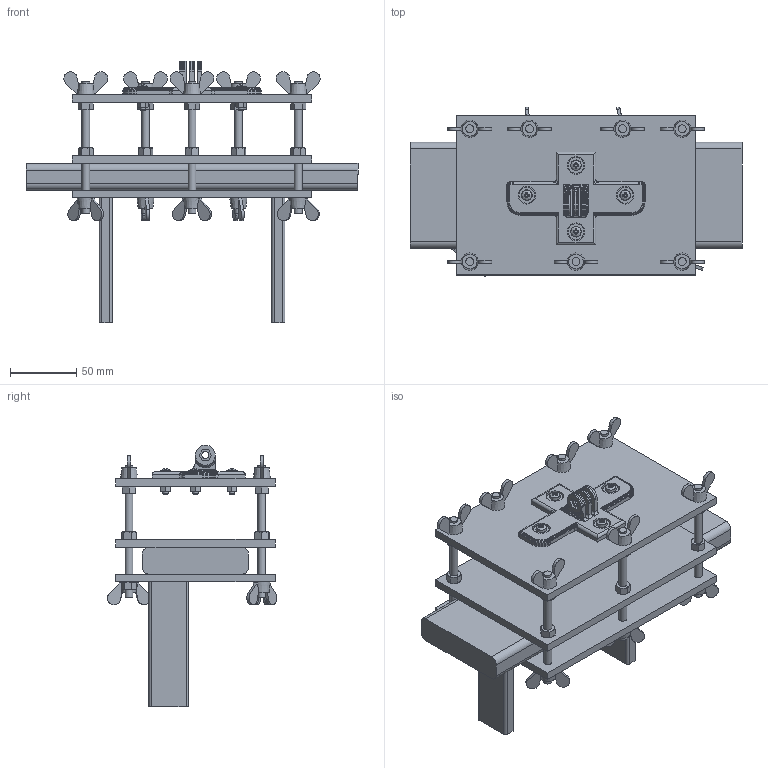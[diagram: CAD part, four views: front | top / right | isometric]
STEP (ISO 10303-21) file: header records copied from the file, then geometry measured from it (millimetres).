
FILE_DESCRIPTION(/* description */ (''),/* implementation_level */ '2;1');
FILE_NAME(/* name */ 'assembly.stp',/* time_stamp */ '2019-07-07T21:59:26+02:00',/* author */ ('ZEUSLAP'),/* organization */ (''),/* preprocessor_version */ 'ST-DEVELOPER v16.13',/* originating_system */ 'Autodesk Inventor 2018',/* authorisation */ '');
FILE_SCHEMA (('AUTOMOTIVE_DESIGN { 1 0 10303 214 3 1 1 }'));
Length unit declared in the file: millimetre
Products named in the file (12): assembly; railing_fragment; top; bottom; Threaded rods GB/T 15389-1994 M6 x 1000; action_cam_connector; top_1; ANSI B18.2.4.2M - M6 x 1; DIN 315 - M6; ISO 7093 A - ST 4 - 140 HV; DIN 7985 (H) - M4x16-H; ANSI B18.2.4.2M - M4 x 0.7
Assembly tree (52 placements, depth 2):
  assembly
    railing_fragment
    top
    bottom
    Threaded rods GB/T 15389-1994 M6 x 1000  x7
    ANSI B18.2.4.2M - M6 x 1  x16
    DIN 315 - M6  x12
    action_cam_connector
    top_1
    ISO 7093 A - ST 4 - 140 HV  x4
    DIN 7985 (H) - M4x16-H  x4
    ANSI B18.2.4.2M - M4 x 0.7  x4
Bounding box: 250 x 127.86 x 197 mm (x, y, z)
Volume: 895860.5 mm3; surface area: 256375.8 mm2
Topology: 52 solids, 52 shells, 1991 faces, 4323 edges, 2444 vertices
Faces by surface type: plane 1409, cone 376, cylinder 154, bspline 38, torus 10, sphere 4
Full cylindrical faces by diameter (mm): 3.242 x4, 3.65 x4, 4 x4, 4.3 x12, 4.917 x28, 6 x28, 12 x4, 13.3 x4
Entity records: 39341 total; most frequent: CARTESIAN_POINT 11547, DIRECTION 5334, ORIENTED_EDGE 5172, EDGE_CURVE 2586, LINE 2140, VECTOR 2140, AXIS2_PLACEMENT_3D 1597, VERTEX_POINT 1409
